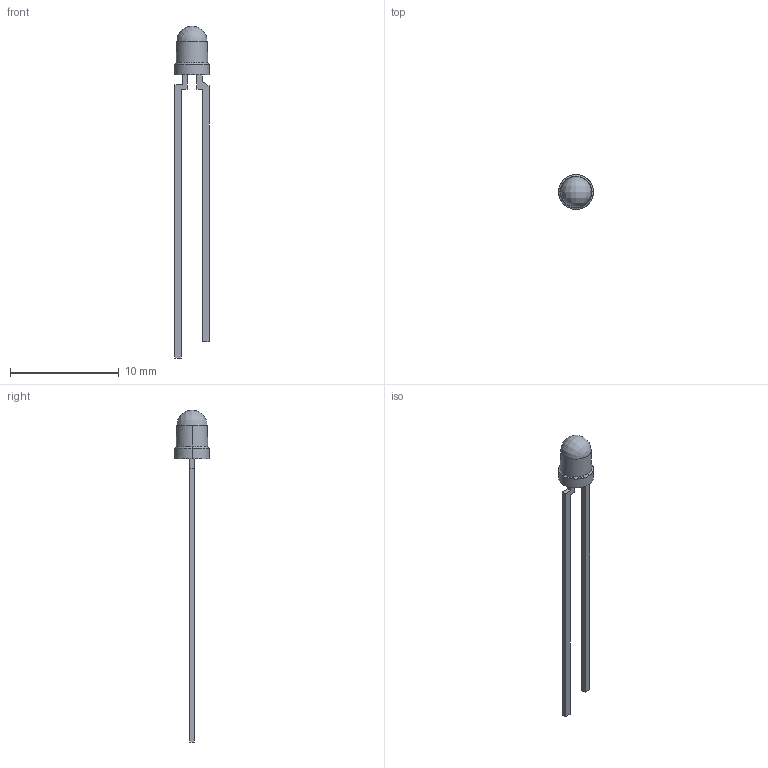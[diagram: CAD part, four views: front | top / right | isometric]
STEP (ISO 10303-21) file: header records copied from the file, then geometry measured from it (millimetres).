
FILE_DESCRIPTION(/* description */ (''),/* implementation_level */ '2;1');
FILE_NAME(/* name */ 'LED3MM~2',/* time_stamp */ '2013-04-18T23:14:48+02:00',/* author */ (''),/* organization */ (''),/* preprocessor_version */ 'ST-DEVELOPER v14',/* originating_system */ '',/* authorisation */ '');
FILE_SCHEMA (('AUTOMOTIVE_DESIGN'));
Length unit declared in the file: millimetre
Products named in the file (1): Document
Bounding box: 3.2 x 3.2 x 30.5 mm (x, y, z)
Volume: 45.4 mm3; surface area: 189.1 mm2
Topology: 5 solids, 6 shells, 32 faces, 72 edges, 46 vertices
Faces by surface type: plane 24, bspline 8
Entity records: 1959 total; most frequent: CARTESIAN_POINT 945, B_SPLINE_CURVE_WITH_KNOTS 174, ORIENTED_EDGE 132, PCURVE 132, DEFINITIONAL_REPRESENTATION 132, SURFACE_CURVE 68, EDGE_CURVE 68, VERTEX_POINT 46
